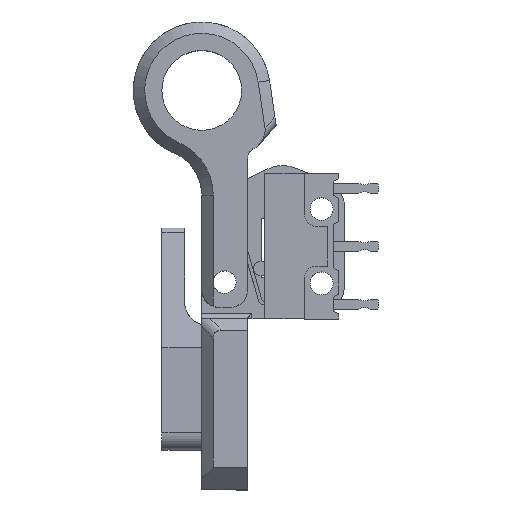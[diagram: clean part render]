
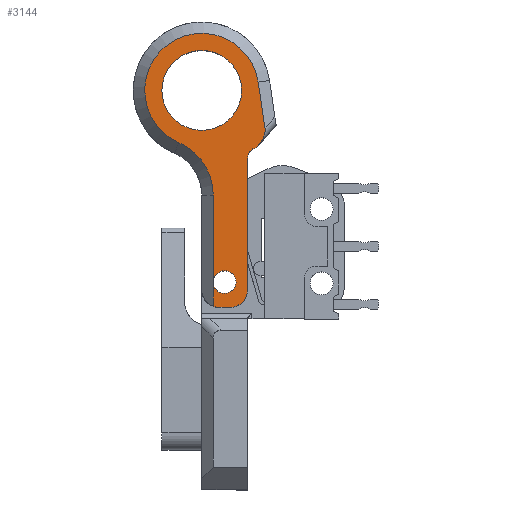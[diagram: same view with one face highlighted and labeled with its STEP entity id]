
A CAD part, top view. The second image highlights one B-rep face of the part: STEP entity #3144.
In plain terms, the highlighted planar face has unit normal (0, 0, 1).
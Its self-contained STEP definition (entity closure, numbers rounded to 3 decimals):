
#83=FACE_BOUND('',#519,.T.);
#184=PLANE('',#3527);
#335=FACE_OUTER_BOUND('',#518,.T.);
#518=EDGE_LOOP('',(#2768,#2769,#2770,#2771,#2772,#2773,#2774,#2775,#2776,
#2777,#2778,#2779,#2780));
#519=EDGE_LOOP('',(#2781));
#637=CIRCLE('',#3528,5.);
#638=CIRCLE('',#3529,5.);
#639=CIRCLE('',#3530,1.);
#640=CIRCLE('',#3531,1.5);
#641=CIRCLE('',#3532,1.5);
#642=CIRCLE('',#3533,1.);
#643=CIRCLE('',#3534,3.5);
#926=LINE('',#5300,#1250);
#932=LINE('',#5312,#1256);
#933=LINE('',#5318,#1257);
#934=LINE('',#5322,#1258);
#935=LINE('',#5326,#1259);
#936=LINE('',#5330,#1260);
#1250=VECTOR('',#4298,10.);
#1256=VECTOR('',#4306,10.);
#1257=VECTOR('',#4311,10.);
#1258=VECTOR('',#4314,10.);
#1259=VECTOR('',#4317,10.);
#1260=VECTOR('',#4320,10.);
#1316=ELLIPSE('',#3525,1.657,1.);
#1560=VERTEX_POINT('',#5293);
#1561=VERTEX_POINT('',#5295);
#1562=VERTEX_POINT('',#5299);
#1567=VERTEX_POINT('',#5311);
#1568=VERTEX_POINT('',#5313);
#1569=VERTEX_POINT('',#5315);
#1570=VERTEX_POINT('',#5317);
#1571=VERTEX_POINT('',#5319);
#1572=VERTEX_POINT('',#5321);
#1573=VERTEX_POINT('',#5323);
#1574=VERTEX_POINT('',#5325);
#1575=VERTEX_POINT('',#5327);
#1576=VERTEX_POINT('',#5329);
#1577=VERTEX_POINT('',#5332);
#1971=EDGE_CURVE('',#1560,#1561,#1316,.T.);
#1973=EDGE_CURVE('',#1561,#1562,#926,.T.);
#1979=EDGE_CURVE('',#1567,#1560,#932,.T.);
#1980=EDGE_CURVE('',#1568,#1567,#637,.T.);
#1981=EDGE_CURVE('',#1569,#1568,#638,.T.);
#1982=EDGE_CURVE('',#1570,#1569,#933,.T.);
#1983=EDGE_CURVE('',#1570,#1571,#639,.T.);
#1984=EDGE_CURVE('',#1572,#1571,#934,.T.);
#1985=EDGE_CURVE('',#1573,#1572,#640,.T.);
#1986=EDGE_CURVE('',#1573,#1574,#935,.T.);
#1987=EDGE_CURVE('',#1575,#1574,#641,.T.);
#1988=EDGE_CURVE('',#1575,#1576,#936,.T.);
#1989=EDGE_CURVE('',#1576,#1562,#642,.F.);
#1990=EDGE_CURVE('',#1577,#1577,#643,.F.);
#2768=ORIENTED_EDGE('',*,*,#1971,.F.);
#2769=ORIENTED_EDGE('',*,*,#1979,.F.);
#2770=ORIENTED_EDGE('',*,*,#1980,.F.);
#2771=ORIENTED_EDGE('',*,*,#1981,.F.);
#2772=ORIENTED_EDGE('',*,*,#1982,.F.);
#2773=ORIENTED_EDGE('',*,*,#1983,.T.);
#2774=ORIENTED_EDGE('',*,*,#1984,.F.);
#2775=ORIENTED_EDGE('',*,*,#1985,.F.);
#2776=ORIENTED_EDGE('',*,*,#1986,.T.);
#2777=ORIENTED_EDGE('',*,*,#1987,.F.);
#2778=ORIENTED_EDGE('',*,*,#1988,.T.);
#2779=ORIENTED_EDGE('',*,*,#1989,.T.);
#2780=ORIENTED_EDGE('',*,*,#1973,.F.);
#2781=ORIENTED_EDGE('',*,*,#1990,.T.);
#3144=ADVANCED_FACE('',(#335,#83),#184,.T.);
#3525=AXIS2_PLACEMENT_3D('',#5296,#4293,#4294);
#3527=AXIS2_PLACEMENT_3D('',#5310,#4304,#4305);
#3528=AXIS2_PLACEMENT_3D('',#5314,#4307,#4308);
#3529=AXIS2_PLACEMENT_3D('',#5316,#4309,#4310);
#3530=AXIS2_PLACEMENT_3D('',#5320,#4312,#4313);
#3531=AXIS2_PLACEMENT_3D('',#5324,#4315,#4316);
#3532=AXIS2_PLACEMENT_3D('',#5328,#4318,#4319);
#3533=AXIS2_PLACEMENT_3D('',#5331,#4321,#4322);
#3534=AXIS2_PLACEMENT_3D('',#5333,#4323,#4324);
#4293=DIRECTION('center_axis',(0.,0.,-1.));
#4294=DIRECTION('ref_axis',(0.654,0.757,0.));
#4298=DIRECTION('',(-0.654,-0.757,0.));
#4304=DIRECTION('center_axis',(0.,0.,1.));
#4305=DIRECTION('ref_axis',(1.,0.,0.));
#4306=DIRECTION('',(0.145,-0.989,0.));
#4307=DIRECTION('center_axis',(0.,0.,-1.));
#4308=DIRECTION('ref_axis',(-1.,0.,0.));
#4309=DIRECTION('center_axis',(0.,0.,1.));
#4310=DIRECTION('ref_axis',(0.837,0.548,0.));
#4311=DIRECTION('',(0.,1.,0.));
#4312=DIRECTION('center_axis',(0.,0.,-1.));
#4313=DIRECTION('ref_axis',(1.,0.,0.));
#4314=DIRECTION('',(0.,1.,0.));
#4315=DIRECTION('center_axis',(0.,0.,-1.));
#4316=DIRECTION('ref_axis',(-0.707,-0.707,0.));
#4317=DIRECTION('',(1.,0.,0.));
#4318=DIRECTION('center_axis',(0.,0.,-1.));
#4319=DIRECTION('ref_axis',(0.707,-0.707,0.));
#4320=DIRECTION('',(0.,1.,0.));
#4321=DIRECTION('center_axis',(0.,0.,1.));
#4322=DIRECTION('ref_axis',(-0.202,0.979,0.));
#4323=DIRECTION('center_axis',(0.,0.,1.));
#4324=DIRECTION('ref_axis',(-1.,0.,0.));
#5293=CARTESIAN_POINT('',(1.541,39.682,0.));
#5295=CARTESIAN_POINT('',(0.987,38.218,0.));
#5296=CARTESIAN_POINT('Origin',(0.23,38.872,0.));
#5299=CARTESIAN_POINT('',(0.798,38.,0.));
#5300=CARTESIAN_POINT('',(-1.829,34.959,0.));
#5310=CARTESIAN_POINT('Origin',(-2.5,28.5,0.));
#5311=CARTESIAN_POINT('',(0.947,43.726,0.));
#5312=CARTESIAN_POINT('',(2.005,36.521,0.));
#5313=CARTESIAN_POINT('',(-6.,38.417,0.));
#5314=CARTESIAN_POINT('Origin',(-4.,43.,0.));
#5315=CARTESIAN_POINT('',(-2.999,33.834,0.));
#5316=CARTESIAN_POINT('Origin',(-7.999,33.834,0.));
#5317=CARTESIAN_POINT('',(-2.999,26.228,0.));
#5318=CARTESIAN_POINT('',(-2.999,18.25,0.));
#5319=CARTESIAN_POINT('',(-2.999,26.172,0.));
#5320=CARTESIAN_POINT('Origin',(-2.,26.2,0.));
#5321=CARTESIAN_POINT('',(-2.999,24.086,0.));
#5322=CARTESIAN_POINT('',(-2.999,18.25,0.));
#5323=CARTESIAN_POINT('',(-2.499,24.,0.));
#5324=CARTESIAN_POINT('Origin',(-2.499,25.5,0.));
#5325=CARTESIAN_POINT('',(-1.5,24.,0.));
#5326=CARTESIAN_POINT('',(-4.,24.,0.));
#5327=CARTESIAN_POINT('',(0.,25.5,0.));
#5328=CARTESIAN_POINT('Origin',(-1.5,25.5,0.));
#5329=CARTESIAN_POINT('',(0.,37.021,0.));
#5330=CARTESIAN_POINT('',(0.,8.,0.));
#5331=CARTESIAN_POINT('Origin',(1.,37.021,0.));
#5332=CARTESIAN_POINT('',(-0.5,43.,0.));
#5333=CARTESIAN_POINT('Origin',(-4.,43.,0.));
